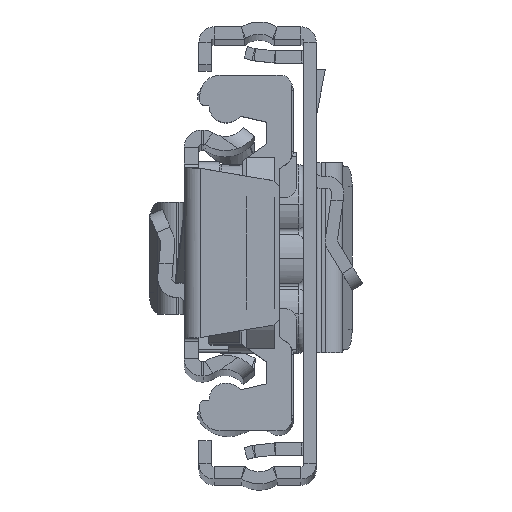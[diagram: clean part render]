
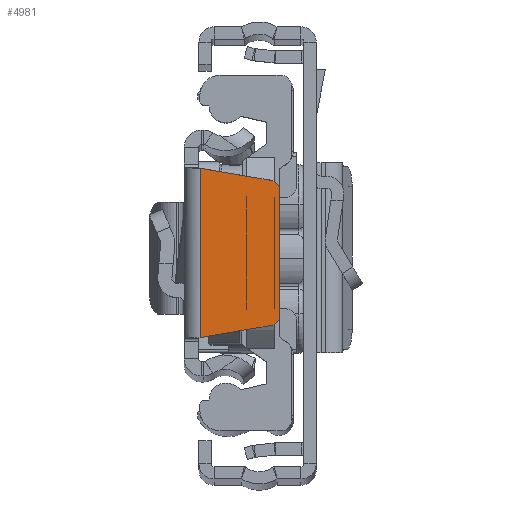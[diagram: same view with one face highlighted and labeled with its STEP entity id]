
A CAD part, top view. The second image highlights one B-rep face of the part: STEP entity #4981.
In plain terms, the highlighted planar face has unit normal (0, 0, 1).
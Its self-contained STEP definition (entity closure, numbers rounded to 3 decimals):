
#257 = DIRECTION ( 'NONE',  ( 0., 0., -1. ) ) ;
#468 = DIRECTION ( 'NONE',  ( 1., 0., 0. ) ) ;
#1566 = VERTEX_POINT ( 'NONE', #7312 ) ;
#1611 = CARTESIAN_POINT ( 'NONE',  ( 8.568, 7.142, 0. ) ) ;
#1989 = CARTESIAN_POINT ( 'NONE',  ( 1.6, 8.333, 0. ) ) ;
#2028 = DIRECTION ( 'NONE',  ( 0., -1., 0. ) ) ;
#2087 = FACE_OUTER_BOUND ( 'NONE', #16162, .T. ) ;
#2300 = PLANE ( 'NONE',  #21448 ) ;
#3191 = EDGE_CURVE ( 'NONE', #18578, #1566, #10531, .T. ) ;
#4495 = ORIENTED_EDGE ( 'NONE', *, *, #6125, .T. ) ;
#4792 = CIRCLE ( 'NONE', #16877, 1. ) ;
#4981 = ADVANCED_FACE ( 'NONE', ( #2087 ), #2300, .F. ) ;
#5421 = AXIS2_PLACEMENT_3D ( 'NONE', #18907, #19237, #15646 ) ;
#5899 = EDGE_CURVE ( 'NONE', #17186, #17769, #7890, .T. ) ;
#6125 = EDGE_CURVE ( 'NONE', #17708, #17736, #19337, .T. ) ;
#7186 = ORIENTED_EDGE ( 'NONE', *, *, #16175, .T. ) ;
#7312 = CARTESIAN_POINT ( 'NONE',  ( 8.568, -7.142, 0. ) ) ;
#7493 = CARTESIAN_POINT ( 'NONE',  ( 8.4, -6.156, 0. ) ) ;
#7499 = CARTESIAN_POINT ( 'NONE',  ( 8.568, -7.142, 0. ) ) ;
#7719 = DIRECTION ( 'NONE',  ( 1., 0., 0. ) ) ;
#7757 = ORIENTED_EDGE ( 'NONE', *, *, #3191, .T. ) ;
#7890 = LINE ( 'NONE', #18054, #14608 ) ;
#8502 = CARTESIAN_POINT ( 'NONE',  ( 9.4, 6.156, 0. ) ) ;
#8814 = EDGE_CURVE ( 'NONE', #17769, #18578, #10592, .T. ) ;
#10483 = CARTESIAN_POINT ( 'NONE',  ( 1.6, -8.333, 0. ) ) ;
#10531 = LINE ( 'NONE', #7499, #17612 ) ;
#10592 = LINE ( 'NONE', #10483, #18555 ) ;
#12058 = EDGE_CURVE ( 'NONE', #1566, #17708, #4792, .T. ) ;
#12201 = ORIENTED_EDGE ( 'NONE', *, *, #5899, .T. ) ;
#13937 = CARTESIAN_POINT ( 'NONE',  ( 1.6, -8.333, 0. ) ) ;
#14202 = DIRECTION ( 'NONE',  ( 0.986, 0.168, 0. ) ) ;
#14489 = DIRECTION ( 'NONE',  ( -0.986, 0.168, 0. ) ) ;
#14608 = VECTOR ( 'NONE', #14489, 1000. ) ;
#14988 = VECTOR ( 'NONE', #15952, 1000. ) ;
#15315 = CARTESIAN_POINT ( 'NONE',  ( 8.4, 6.156, 0. ) ) ;
#15646 = DIRECTION ( 'NONE',  ( 1., 0., 0. ) ) ;
#15708 = DIRECTION ( 'NONE',  ( 0., 0., 1. ) ) ;
#15952 = DIRECTION ( 'NONE',  ( 0., 1., 0. ) ) ;
#16162 = EDGE_LOOP ( 'NONE', ( #19257, #7757, #21262, #4495, #7186, #12201 ) ) ;
#16165 = CARTESIAN_POINT ( 'NONE',  ( 9.4, 6.156, 0. ) ) ;
#16175 = EDGE_CURVE ( 'NONE', #17736, #17186, #18916, .T. ) ;
#16725 = CARTESIAN_POINT ( 'NONE',  ( 9.4, -6.156, 0. ) ) ;
#16877 = AXIS2_PLACEMENT_3D ( 'NONE', #7493, #15708, #7719 ) ;
#17186 = VERTEX_POINT ( 'NONE', #1611 ) ;
#17612 = VECTOR ( 'NONE', #14202, 1000. ) ;
#17708 = VERTEX_POINT ( 'NONE', #16725 ) ;
#17736 = VERTEX_POINT ( 'NONE', #8502 ) ;
#17769 = VERTEX_POINT ( 'NONE', #1989 ) ;
#18054 = CARTESIAN_POINT ( 'NONE',  ( 1.5, 8.35, 0. ) ) ;
#18555 = VECTOR ( 'NONE', #2028, 1000. ) ;
#18578 = VERTEX_POINT ( 'NONE', #13937 ) ;
#18907 = CARTESIAN_POINT ( 'NONE',  ( 8.4, 6.156, 0. ) ) ;
#18916 = CIRCLE ( 'NONE', #5421, 1. ) ;
#19237 = DIRECTION ( 'NONE',  ( 0., 0., 1. ) ) ;
#19257 = ORIENTED_EDGE ( 'NONE', *, *, #8814, .T. ) ;
#19337 = LINE ( 'NONE', #16165, #14988 ) ;
#21262 = ORIENTED_EDGE ( 'NONE', *, *, #12058, .T. ) ;
#21448 = AXIS2_PLACEMENT_3D ( 'NONE', #15315, #257, #468 ) ;
